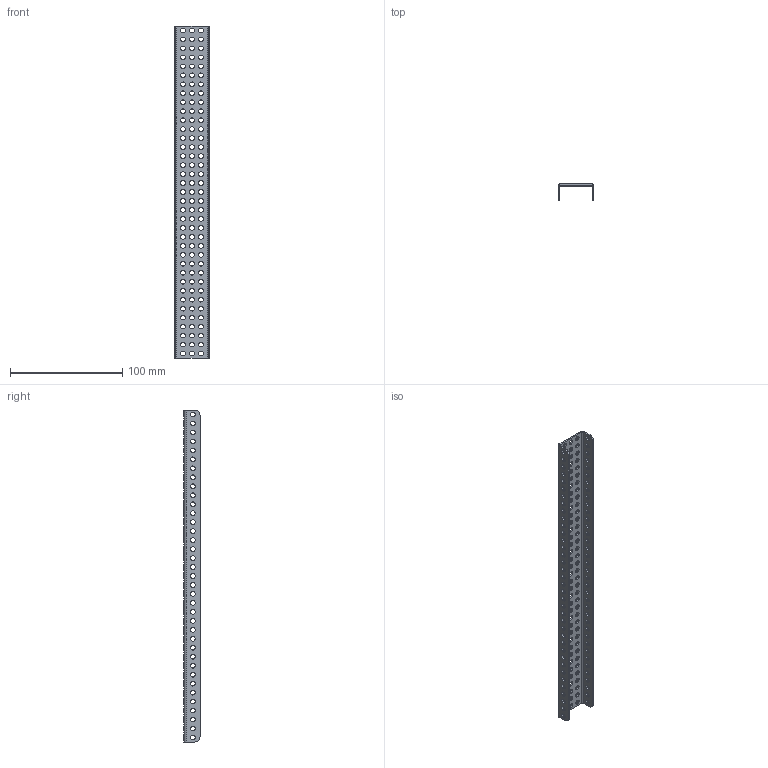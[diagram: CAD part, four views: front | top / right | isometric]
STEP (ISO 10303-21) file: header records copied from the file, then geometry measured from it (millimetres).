
FILE_DESCRIPTION(/* description */ (''),/* implementation_level */ '2;1');
FILE_NAME(/* name */ 'Matrix_06-0037.ipt.stp',/* time_stamp */ '2014-12-18T17:42:32-08:00',/* author */ ('Autodesk Inc.'),/* organization */ ('Autodesk Inc.'),/* preprocessor_version */ 'ST-DEVELOPER v15.6',/* originating_system */ 'Autodesk Inventor 2015',/* authorisation */ '');
FILE_SCHEMA (('AUTOMOTIVE_DESIGN { 1 0 10303 214 3 1 1 }'));
Length unit declared in the file: millimetre
Products named in the file (1): Matrix_06-0037
Bounding box: 32 x 14.3 x 296 mm (x, y, z)
Volume: 22426 mm3; surface area: 33051.6 mm2
Topology: 1 solids, 1 shells, 203 faces, 603 edges, 402 vertices
Faces by surface type: cylinder 193, plane 10
Full cylindrical faces by diameter (mm): 4.2 x185
Entity records: 6882 total; most frequent: DIRECTION 1212, CARTESIAN_POINT 1024, ORIENTED_EDGE 836, EDGE_LOOP 758, AXIS2_PLACEMENT_3D 590, FACE_BOUND 555, EDGE_CURVE 418, VERTEX_POINT 402
